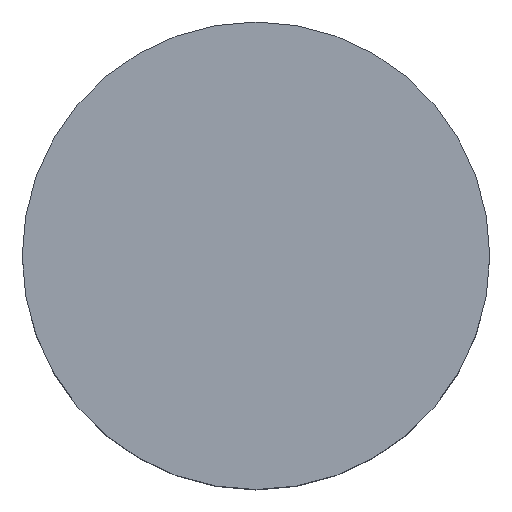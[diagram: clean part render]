
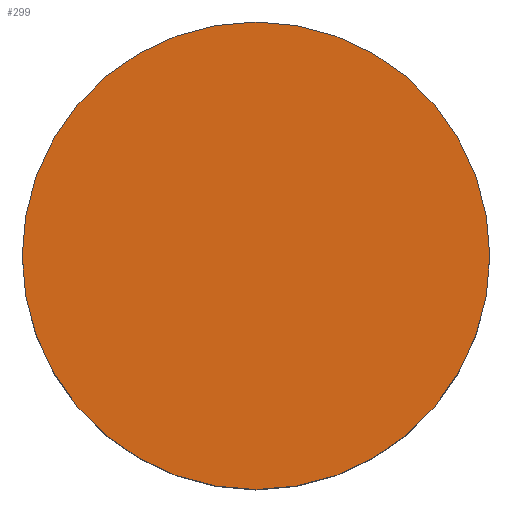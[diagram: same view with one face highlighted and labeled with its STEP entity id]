
A CAD part, top view. The second image highlights one B-rep face of the part: STEP entity #299.
In plain terms, the highlighted planar face has unit normal (0, 0, 1).
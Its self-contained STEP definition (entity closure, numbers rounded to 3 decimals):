
#6 = DIRECTION ( 'NONE',  ( 1., 0., 0. ) ) ;
#16 = DIRECTION ( 'NONE',  ( 1., 0., 0. ) ) ;
#23 = VERTEX_POINT ( 'NONE', #166 ) ;
#37 = CIRCLE ( 'NONE', #284, 3. ) ;
#58 = PLANE ( 'NONE',  #252 ) ;
#88 = CARTESIAN_POINT ( 'NONE',  ( 3., 0., 0. ) ) ;
#96 = DIRECTION ( 'NONE',  ( 1., 0., 0. ) ) ;
#115 = CARTESIAN_POINT ( 'NONE',  ( 0., 0., 0. ) ) ;
#120 = DIRECTION ( 'NONE',  ( 0., 0., 1. ) ) ;
#140 = CARTESIAN_POINT ( 'NONE',  ( 0., 0., 0. ) ) ;
#153 = EDGE_LOOP ( 'NONE', ( #177, #311 ) ) ;
#166 = CARTESIAN_POINT ( 'NONE',  ( -3., 0., 0. ) ) ;
#177 = ORIENTED_EDGE ( 'NONE', *, *, #302, .T. ) ;
#207 = VERTEX_POINT ( 'NONE', #88 ) ;
#243 = FACE_OUTER_BOUND ( 'NONE', #153, .T. ) ;
#252 = AXIS2_PLACEMENT_3D ( 'NONE', #140, #270, #6 ) ;
#270 = DIRECTION ( 'NONE',  ( 0., 0., 1. ) ) ;
#284 = AXIS2_PLACEMENT_3D ( 'NONE', #346, #120, #16 ) ;
#299 = ADVANCED_FACE ( 'NONE', ( #243 ), #58, .T. ) ;
#302 = EDGE_CURVE ( 'NONE', #207, #23, #305, .T. ) ;
#305 = CIRCLE ( 'NONE', #332, 3. ) ;
#311 = ORIENTED_EDGE ( 'NONE', *, *, #322, .T. ) ;
#322 = EDGE_CURVE ( 'NONE', #23, #207, #37, .T. ) ;
#332 = AXIS2_PLACEMENT_3D ( 'NONE', #115, #338, #96 ) ;
#338 = DIRECTION ( 'NONE',  ( 0., 0., 1. ) ) ;
#346 = CARTESIAN_POINT ( 'NONE',  ( 0., 0., 0. ) ) ;
